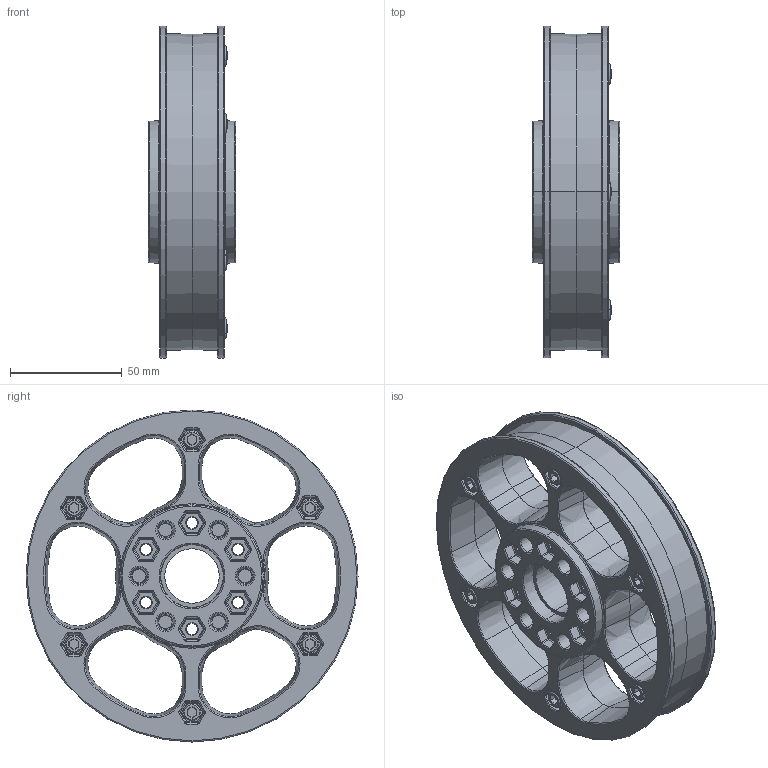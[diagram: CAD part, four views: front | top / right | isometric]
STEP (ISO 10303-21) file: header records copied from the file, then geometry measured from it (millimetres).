
FILE_DESCRIPTION (( 'STEP AP203' ), '1' );
FILE_NAME ('am-0199 6 Plaction Wheel No Tread.STEP', '2021-06-14T18:25:42', ( '' ), ( '' ), 'SwSTEP 2.0', 'SolidWorks 2021', '' );
FILE_SCHEMA (( 'CONFIG_CONTROL_DESIGN' ));
Length unit declared in the file: inch
Products named in the file (4): 10-32 Nylock Nut; 6 Plaction Half V2; SHCS 10-32 x 1; am-0199 6 Plaction Wheel No Tread
Assembly tree (14 placements, depth 2):
  am-0199 6 Plaction Wheel No Tread
    6 Plaction Half V2  x2
    SHCS 10-32 x 1  x6
    10-32 Nylock Nut  x6
Bounding box: 39.12 x 148.84 x 148.84 mm (x, y, z)
Volume: 244042.6 mm3; surface area: 95775.9 mm2
Topology: 14 solids, 14 shells, 1656 faces, 3628 edges, 2066 vertices
Faces by surface type: cylinder 552, plane 370, bspline 264, cone 174, torus 152, sphere 144
Entity records: 23883 total; most frequent: CARTESIAN_POINT 7876, DIRECTION 3307, ORIENTED_EDGE 3180, EDGE_CURVE 1590, AXIS2_PLACEMENT_3D 1348, VERTEX_POINT 901, EDGE_LOOP 789, ADVANCED_FACE 722
